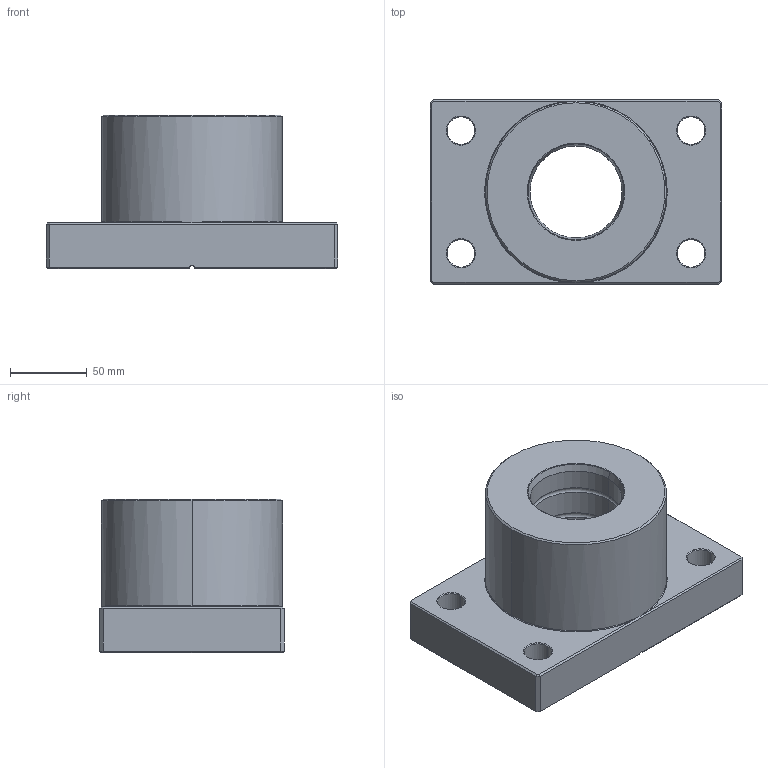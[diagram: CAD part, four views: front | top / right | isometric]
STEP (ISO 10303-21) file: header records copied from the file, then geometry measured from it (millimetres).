
FILE_DESCRIPTION (( 'STEP AP214' ), '1' );
FILE_NAME ('SZB-D60.step', '2021-09-17T06:55:36', ( 'User' ), ( 'china' ), 'SwSTEP 2.0', 'SolidWorks 2016', '' );
FILE_SCHEMA (( 'AUTOMOTIVE_DESIGN' ));
Length unit declared in the file: millimetre
Products named in the file (1): SZB-D60
Bounding box: 190 x 120 x 100 mm (x, y, z)
Volume: 1132272.6 mm3; surface area: 106886.3 mm2
Topology: 1 solids, 1 shells, 113 faces, 270 edges, 156 vertices
Faces by surface type: plane 41, cylinder 32, cone 23, torus 13, bspline 4
Entity records: 3391 total; most frequent: CARTESIAN_POINT 720, DIRECTION 583, ORIENTED_EDGE 532, EDGE_CURVE 266, AXIS2_PLACEMENT_3D 219, VERTEX_POINT 156, VECTOR 145, LINE 145
